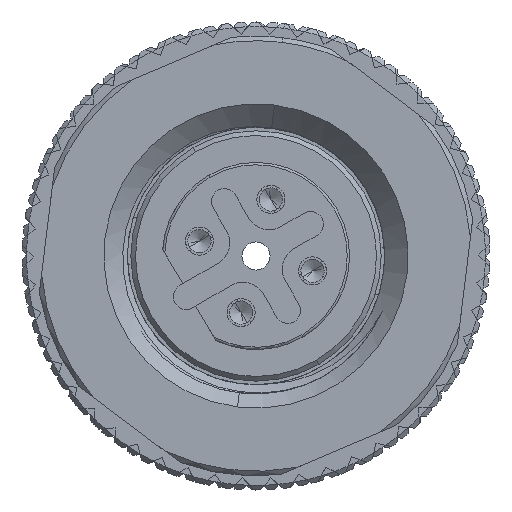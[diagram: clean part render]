
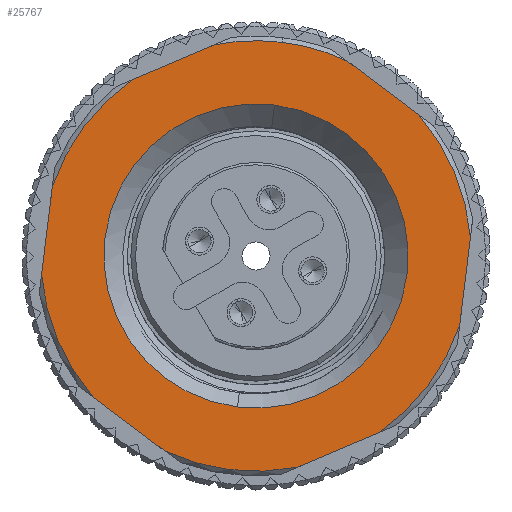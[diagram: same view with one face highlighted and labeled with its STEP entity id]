
A CAD part, left-side view. The second image highlights one B-rep face of the part: STEP entity #25767.
In plain terms, the highlighted face is planar.
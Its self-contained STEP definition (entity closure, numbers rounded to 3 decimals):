
#203 = CARTESIAN_POINT ( 'NONE',  ( 9.5, -6.152, -6.84 ) ) ;
#251 = ORIENTED_EDGE ( 'NONE', *, *, #23739, .T. ) ;
#378 = VERTEX_POINT ( 'NONE', #37939 ) ;
#379 = ORIENTED_EDGE ( 'NONE', *, *, #41899, .T. ) ;
#489 = DIRECTION ( 'NONE',  ( 1., 0., 0. ) ) ;
#921 = EDGE_CURVE ( 'NONE', #378, #7504, #13036, .T. ) ;
#1461 = DIRECTION ( 'NONE',  ( 0., 0., 1. ) ) ;
#1813 = VECTOR ( 'NONE', #13409, 1000. ) ;
#2389 = EDGE_CURVE ( 'NONE', #7504, #378, #6066, .T. ) ;
#3032 = CIRCLE ( 'NONE', #27201, 9.2 ) ;
#3133 = DIRECTION ( 'NONE',  ( 0., 0., 1. ) ) ;
#3446 = LINE ( 'NONE', #15483, #5341 ) ;
#3535 = VERTEX_POINT ( 'NONE', #24916 ) ;
#3682 = ORIENTED_EDGE ( 'NONE', *, *, #49833, .T. ) ;
#3710 = DIRECTION ( 'NONE',  ( 0., 0., -1. ) ) ;
#4113 = LINE ( 'NONE', #19800, #50101 ) ;
#4398 = CARTESIAN_POINT ( 'NONE',  ( 9.5, 0., 0. ) ) ;
#4438 = DIRECTION ( 'NONE',  ( 0., 0., 1. ) ) ;
#5341 = VECTOR ( 'NONE', #3710, 1000. ) ;
#5762 = ORIENTED_EDGE ( 'NONE', *, *, #2389, .T. ) ;
#5904 = ORIENTED_EDGE ( 'NONE', *, *, #921, .T. ) ;
#6066 = CIRCLE ( 'NONE', #24392, 6.5 ) ;
#6941 = EDGE_CURVE ( 'NONE', #43574, #24743, #37507, .T. ) ;
#7483 = CARTESIAN_POINT ( 'NONE',  ( 9.5, -2.848, 8.748 ) ) ;
#7504 = VERTEX_POINT ( 'NONE', #24171 ) ;
#7539 = DIRECTION ( 'NONE',  ( 0., 0., 1. ) ) ;
#7649 = VECTOR ( 'NONE', #36669, 1000. ) ;
#7990 = AXIS2_PLACEMENT_3D ( 'NONE', #19741, #23664, #50685 ) ;
#8128 = AXIS2_PLACEMENT_3D ( 'NONE', #11475, #11720, #7539 ) ;
#8454 = LINE ( 'NONE', #49034, #1813 ) ;
#9036 = DIRECTION ( 'NONE',  ( 1., 0., 0. ) ) ;
#10428 = CARTESIAN_POINT ( 'NONE',  ( 9.5, 9., -1.908 ) ) ;
#10547 = AXIS2_PLACEMENT_3D ( 'NONE', #47891, #48136, #32031 ) ;
#11000 = ORIENTED_EDGE ( 'NONE', *, *, #34828, .T. ) ;
#11226 = FACE_BOUND ( 'NONE', #21572, .T. ) ;
#11475 = CARTESIAN_POINT ( 'NONE',  ( 9.5, 5.5, 0. ) ) ;
#11481 = EDGE_CURVE ( 'NONE', #43574, #11611, #48106, .T. ) ;
#11611 = VERTEX_POINT ( 'NONE', #203 ) ;
#11720 = DIRECTION ( 'NONE',  ( -1., 0., 0. ) ) ;
#13036 = CIRCLE ( 'NONE', #10547, 6.5 ) ;
#13308 = DIRECTION ( 'NONE',  ( 1., 0., 0. ) ) ;
#13409 = DIRECTION ( 'NONE',  ( 0., 0., 1. ) ) ;
#13422 = CIRCLE ( 'NONE', #40014, 9.2 ) ;
#13521 = DIRECTION ( 'NONE',  ( 0., 0.866, -0.5 ) ) ;
#14009 = DIRECTION ( 'NONE',  ( -1., 0., 0. ) ) ;
#14188 = ORIENTED_EDGE ( 'NONE', *, *, #15223, .F. ) ;
#14197 = VERTEX_POINT ( 'NONE', #21922 ) ;
#14520 = EDGE_CURVE ( 'NONE', #3535, #24743, #20564, .T. ) ;
#15223 = EDGE_CURVE ( 'NONE', #24835, #32188, #4113, .T. ) ;
#15375 = EDGE_CURVE ( 'NONE', #20981, #24009, #17685, .T. ) ;
#15483 = CARTESIAN_POINT ( 'NONE',  ( 9.5, 9., 2.713 ) ) ;
#16211 = CARTESIAN_POINT ( 'NONE',  ( 9.5, 0., 0. ) ) ;
#16921 = ORIENTED_EDGE ( 'NONE', *, *, #25871, .T. ) ;
#17594 = ORIENTED_EDGE ( 'NONE', *, *, #45910, .F. ) ;
#17685 = LINE ( 'NONE', #33293, #36843 ) ;
#17745 = CARTESIAN_POINT ( 'NONE',  ( 9.5, -2.848, -8.748 ) ) ;
#17847 = VERTEX_POINT ( 'NONE', #22155 ) ;
#18598 = DIRECTION ( 'NONE',  ( 0., 0.866, 0.5 ) ) ;
#19288 = ORIENTED_EDGE ( 'NONE', *, *, #14520, .F. ) ;
#19741 = CARTESIAN_POINT ( 'NONE',  ( 9.5, 0., 0. ) ) ;
#19800 = CARTESIAN_POINT ( 'NONE',  ( 9.5, -6.849, 6.438 ) ) ;
#20356 = VERTEX_POINT ( 'NONE', #50439 ) ;
#20564 = LINE ( 'NONE', #45258, #7649 ) ;
#20623 = EDGE_CURVE ( 'NONE', #20981, #17847, #13422, .T. ) ;
#20664 = ORIENTED_EDGE ( 'NONE', *, *, #6941, .T. ) ;
#20981 = VERTEX_POINT ( 'NONE', #31361 ) ;
#21000 = AXIS2_PLACEMENT_3D ( 'NONE', #29106, #9036, #1461 ) ;
#21572 = EDGE_LOOP ( 'NONE', ( #5904, #5762 ) ) ;
#21922 = CARTESIAN_POINT ( 'NONE',  ( 9.5, 9., 1.908 ) ) ;
#22155 = CARTESIAN_POINT ( 'NONE',  ( 9.5, 0., 9.2 ) ) ;
#22189 = DIRECTION ( 'NONE',  ( 1., 0., 0. ) ) ;
#23125 = ORIENTED_EDGE ( 'NONE', *, *, #15375, .F. ) ;
#23218 = DIRECTION ( 'NONE',  ( 1., 0., 0. ) ) ;
#23664 = DIRECTION ( 'NONE',  ( 1., 0., 0. ) ) ;
#23739 = EDGE_CURVE ( 'NONE', #3535, #47623, #23869, .T. ) ;
#23869 = CIRCLE ( 'NONE', #7990, 9.2 ) ;
#24009 = VERTEX_POINT ( 'NONE', #29601 ) ;
#24171 = CARTESIAN_POINT ( 'NONE',  ( 9.5, 0., 6.5 ) ) ;
#24385 = ORIENTED_EDGE ( 'NONE', *, *, #20623, .T. ) ;
#24392 = AXIS2_PLACEMENT_3D ( 'NONE', #25732, #14009, #34043 ) ;
#24667 = CARTESIAN_POINT ( 'NONE',  ( 9.5, 0., 0. ) ) ;
#24743 = VERTEX_POINT ( 'NONE', #43736 ) ;
#24835 = VERTEX_POINT ( 'NONE', #36956 ) ;
#24916 = CARTESIAN_POINT ( 'NONE',  ( 9.5, 6.152, -6.84 ) ) ;
#25732 = CARTESIAN_POINT ( 'NONE',  ( 9.5, 0., 0. ) ) ;
#25767 = ADVANCED_FACE ( 'NONE', ( #11226, #26111 ), #41967, .F. ) ;
#25824 = DIRECTION ( 'NONE',  ( 0., 0., 1. ) ) ;
#25871 = EDGE_CURVE ( 'NONE', #20356, #11611, #34739, .T. ) ;
#25896 = CIRCLE ( 'NONE', #33381, 9.2 ) ;
#26111 = FACE_OUTER_BOUND ( 'NONE', #51238, .T. ) ;
#27201 = AXIS2_PLACEMENT_3D ( 'NONE', #38841, #23218, #3133 ) ;
#28882 = CARTESIAN_POINT ( 'NONE',  ( 9.5, -2.151, -9.151 ) ) ;
#29106 = CARTESIAN_POINT ( 'NONE',  ( 9.5, 0., 0. ) ) ;
#29601 = CARTESIAN_POINT ( 'NONE',  ( 9.5, 6.152, 6.84 ) ) ;
#31065 = ORIENTED_EDGE ( 'NONE', *, *, #32919, .F. ) ;
#31361 = CARTESIAN_POINT ( 'NONE',  ( 9.5, 2.848, 8.748 ) ) ;
#32031 = DIRECTION ( 'NONE',  ( 0., 0., 1. ) ) ;
#32188 = VERTEX_POINT ( 'NONE', #7483 ) ;
#32919 = EDGE_CURVE ( 'NONE', #20356, #44832, #8454, .T. ) ;
#33293 = CARTESIAN_POINT ( 'NONE',  ( 9.5, 2.151, 9.151 ) ) ;
#33381 = AXIS2_PLACEMENT_3D ( 'NONE', #16211, #13308, #4438 ) ;
#33625 = CARTESIAN_POINT ( 'NONE',  ( 9.5, 0., 0. ) ) ;
#34043 = DIRECTION ( 'NONE',  ( 0., 0., 1. ) ) ;
#34568 = VECTOR ( 'NONE', #44731, 1000. ) ;
#34739 = CIRCLE ( 'NONE', #43046, 9.2 ) ;
#34828 = EDGE_CURVE ( 'NONE', #14197, #24009, #46742, .T. ) ;
#36669 = DIRECTION ( 'NONE',  ( 0., -0.866, -0.5 ) ) ;
#36843 = VECTOR ( 'NONE', #13521, 1000. ) ;
#36956 = CARTESIAN_POINT ( 'NONE',  ( 9.5, -6.152, 6.84 ) ) ;
#37507 = CIRCLE ( 'NONE', #39181, 9.2 ) ;
#37939 = CARTESIAN_POINT ( 'NONE',  ( 9.5, 0., -6.5 ) ) ;
#38841 = CARTESIAN_POINT ( 'NONE',  ( 9.5, 0., 0. ) ) ;
#39181 = AXIS2_PLACEMENT_3D ( 'NONE', #33625, #22189, #25824 ) ;
#40014 = AXIS2_PLACEMENT_3D ( 'NONE', #24667, #40515, #47538 ) ;
#40088 = DIRECTION ( 'NONE',  ( 0., 0., 1. ) ) ;
#40515 = DIRECTION ( 'NONE',  ( 1., 0., 0. ) ) ;
#41899 = EDGE_CURVE ( 'NONE', #24835, #44832, #25896, .T. ) ;
#41967 = PLANE ( 'NONE',  #8128 ) ;
#43046 = AXIS2_PLACEMENT_3D ( 'NONE', #4398, #489, #40088 ) ;
#43574 = VERTEX_POINT ( 'NONE', #17745 ) ;
#43736 = CARTESIAN_POINT ( 'NONE',  ( 9.5, 2.848, -8.748 ) ) ;
#44571 = CARTESIAN_POINT ( 'NONE',  ( 9.5, -9., 1.908 ) ) ;
#44731 = DIRECTION ( 'NONE',  ( 0., -0.866, 0.5 ) ) ;
#44832 = VERTEX_POINT ( 'NONE', #44571 ) ;
#45258 = CARTESIAN_POINT ( 'NONE',  ( 9.5, 6.849, -6.438 ) ) ;
#45910 = EDGE_CURVE ( 'NONE', #14197, #47623, #3446, .T. ) ;
#46742 = CIRCLE ( 'NONE', #21000, 9.2 ) ;
#47538 = DIRECTION ( 'NONE',  ( 0., 0., 1. ) ) ;
#47623 = VERTEX_POINT ( 'NONE', #10428 ) ;
#47792 = ORIENTED_EDGE ( 'NONE', *, *, #11481, .F. ) ;
#47891 = CARTESIAN_POINT ( 'NONE',  ( 9.5, 0., 0. ) ) ;
#48106 = LINE ( 'NONE', #28882, #34568 ) ;
#48136 = DIRECTION ( 'NONE',  ( -1., 0., 0. ) ) ;
#49034 = CARTESIAN_POINT ( 'NONE',  ( 9.5, -9., -2.713 ) ) ;
#49833 = EDGE_CURVE ( 'NONE', #17847, #32188, #3032, .T. ) ;
#50101 = VECTOR ( 'NONE', #18598, 1000. ) ;
#50439 = CARTESIAN_POINT ( 'NONE',  ( 9.5, -9., -1.908 ) ) ;
#50685 = DIRECTION ( 'NONE',  ( 0., 0., 1. ) ) ;
#51238 = EDGE_LOOP ( 'NONE', ( #11000, #23125, #24385, #3682, #14188, #379, #31065, #16921, #47792, #20664, #19288, #251, #17594 ) ) ;
